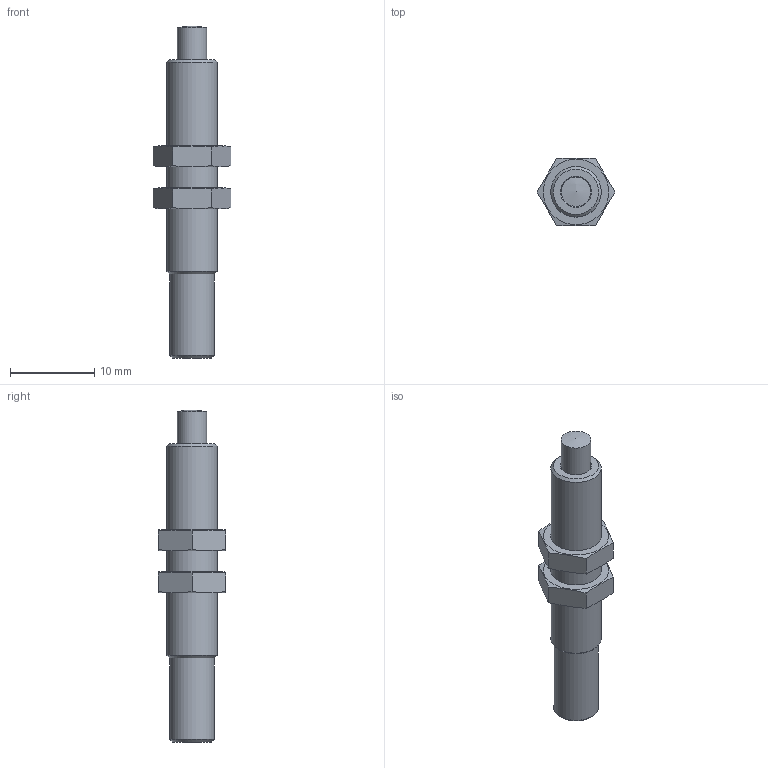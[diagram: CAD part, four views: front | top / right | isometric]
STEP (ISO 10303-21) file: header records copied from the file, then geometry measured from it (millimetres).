
FILE_DESCRIPTION(/* description */ ('STEP AP214'),/* implementation_level */ '2;1');
FILE_NAME(/* name */ '570506_DYSC-4-4-Y1F',/* time_stamp */ '2024-08-23T15:55:22+02:00',/* author */ ('License CC BY-ND 4.0'),/* organization */ ('CADENAS'),/* preprocessor_version */ 'ST-DEVELOPER v19.3',/* originating_system */ 'PARTsolutions',/* authorisation */ ' ');
FILE_SCHEMA (('AUTOMOTIVE_DESIGN {1 0 10303 214 3 1 1}'));
Length unit declared in the file: millimetre
Products named in the file (3): 570506 DYSC-4-4-Y1F---(0); 570506 DYSC-4-4-Y1F---(SD_0); 685834 Flachmutter M6X0.5-2.5-8
Assembly tree (3 placements, depth 2):
  570506 DYSC-4-4-Y1F---(0)
    570506 DYSC-4-4-Y1F---(SD_0)
    685834 Flachmutter M6X0.5-2.5-8  x2
Bounding box: 9.24 x 8 x 39.5 mm (x, y, z)
Volume: 1105.3 mm3; surface area: 1167.9 mm2
Topology: 3 solids, 4 shells, 48 faces, 106 edges, 68 vertices
Faces by surface type: plane 28, cone 12, cylinder 7, sphere 1
Full cylindrical faces by diameter (mm): 2 x1, 3.5 x2, 5.35 x1, 5.459 x2, 6 x1
Entity records: 932 total; most frequent: CARTESIAN_POINT 175, DIRECTION 142, ORIENTED_EDGE 112, AXIS2_PLACEMENT_3D 59, EDGE_CURVE 56, EDGE_LOOP 56, FACE_BOUND 56, VERTEX_POINT 44
